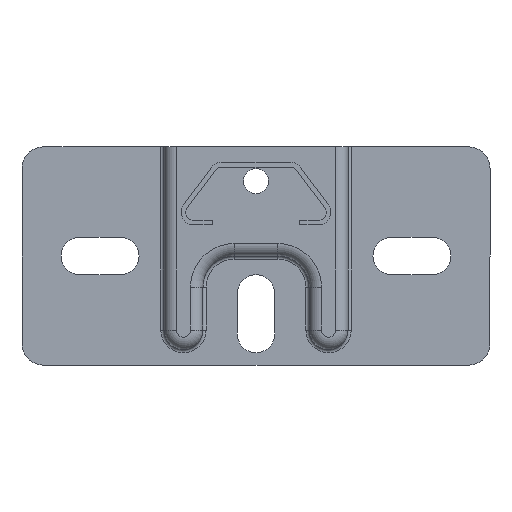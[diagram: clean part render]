
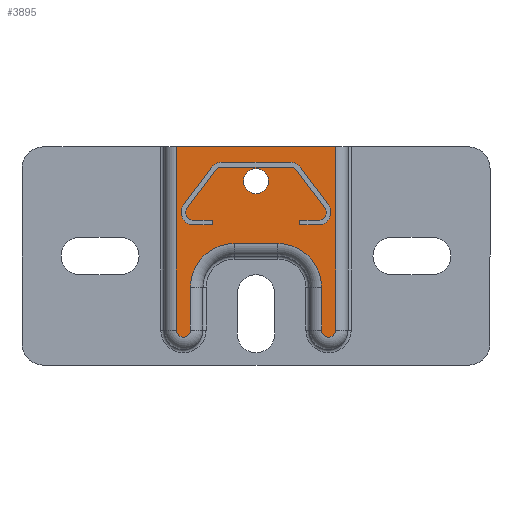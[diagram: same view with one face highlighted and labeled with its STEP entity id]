
A CAD part, front view. The second image highlights one B-rep face of the part: STEP entity #3895.
In plain terms, the highlighted planar face has unit normal (0, -1, 0).
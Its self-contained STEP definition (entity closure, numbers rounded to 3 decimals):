
#79 = ORIENTED_EDGE ( 'NONE', *, *, #2992, .T. ) ;
#91 = AXIS2_PLACEMENT_3D ( 'NONE', #118, #1762, #3913 ) ;
#118 = CARTESIAN_POINT ( 'NONE',  ( -23.25, -9., 11.25 ) ) ;
#121 = VERTEX_POINT ( 'NONE', #4048 ) ;
#248 = EDGE_CURVE ( 'NONE', #357, #441, #535, .T. ) ;
#259 = CIRCLE ( 'NONE', #2517, 14. ) ;
#261 = VERTEX_POINT ( 'NONE', #3155 ) ;
#284 = VECTOR ( 'NONE', #1124, 1000. ) ;
#305 = ORIENTED_EDGE ( 'NONE', *, *, #1637, .T. ) ;
#357 = VERTEX_POINT ( 'NONE', #3914 ) ;
#386 = VERTEX_POINT ( 'NONE', #3114 ) ;
#441 = VERTEX_POINT ( 'NONE', #1158 ) ;
#459 = ORIENTED_EDGE ( 'NONE', *, *, #3340, .F. ) ;
#474 = DIRECTION ( 'NONE',  ( -1., 0., 0. ) ) ;
#483 = VECTOR ( 'NONE', #474, 1000. ) ;
#535 = CIRCLE ( 'NONE', #971, 14. ) ;
#546 = CARTESIAN_POINT ( 'NONE',  ( 0., -9., 59. ) ) ;
#642 = ORIENTED_EDGE ( 'NONE', *, *, #643, .T. ) ;
#643 = EDGE_CURVE ( 'NONE', #261, #2598, #1338, .T. ) ;
#677 = VERTEX_POINT ( 'NONE', #3221 ) ;
#728 = LINE ( 'NONE', #2881, #2357 ) ;
#732 = CARTESIAN_POINT ( 'NONE',  ( 25.5, -9., 11.25 ) ) ;
#833 = VERTEX_POINT ( 'NONE', #1079 ) ;
#889 = DIRECTION ( 'NONE',  ( -1., 0., 0. ) ) ;
#892 = ORIENTED_EDGE ( 'NONE', *, *, #2389, .T. ) ;
#937 = EDGE_CURVE ( 'NONE', #3629, #357, #3404, .T. ) ;
#971 = AXIS2_PLACEMENT_3D ( 'NONE', #2136, #1224, #3669 ) ;
#1017 = CARTESIAN_POINT ( 'NONE',  ( -29.5, -9., 70. ) ) ;
#1045 = DIRECTION ( 'NONE',  ( 0., 0., -1. ) ) ;
#1052 = CIRCLE ( 'NONE', #2433, 4. ) ;
#1054 = AXIS2_PLACEMENT_3D ( 'NONE', #1913, #1901, #2818 ) ;
#1079 = CARTESIAN_POINT ( 'NONE',  ( 4., -9., 59. ) ) ;
#1097 = EDGE_CURVE ( 'NONE', #3670, #386, #2907, .T. ) ;
#1124 = DIRECTION ( 'NONE',  ( 0., 0., -1. ) ) ;
#1138 = DIRECTION ( 'NONE',  ( 0., 0., 1. ) ) ;
#1158 = CARTESIAN_POINT ( 'NONE',  ( 21., -9., 25. ) ) ;
#1218 = DIRECTION ( 'NONE',  ( 0., 1., 0. ) ) ;
#1224 = DIRECTION ( 'NONE',  ( 0., 1., 0. ) ) ;
#1289 = ORIENTED_EDGE ( 'NONE', *, *, #937, .T. ) ;
#1304 = ORIENTED_EDGE ( 'NONE', *, *, #1976, .T. ) ;
#1330 = VECTOR ( 'NONE', #2089, 1000. ) ;
#1338 = LINE ( 'NONE', #2037, #284 ) ;
#1360 = FACE_BOUND ( 'NONE', #2392, .T. ) ;
#1444 = LINE ( 'NONE', #1511, #1330 ) ;
#1500 = PLANE ( 'NONE',  #91 ) ;
#1511 = CARTESIAN_POINT ( 'NONE',  ( -21., -9., 11.25 ) ) ;
#1617 = EDGE_CURVE ( 'NONE', #2598, #677, #3391, .T. ) ;
#1637 = EDGE_CURVE ( 'NONE', #3649, #3670, #3292, .T. ) ;
#1692 = EDGE_CURVE ( 'NONE', #121, #833, #2223, .T. ) ;
#1762 = DIRECTION ( 'NONE',  ( 0., 1., 0. ) ) ;
#1901 = DIRECTION ( 'NONE',  ( 0., -1., 0. ) ) ;
#1913 = CARTESIAN_POINT ( 'NONE',  ( 0., -9., 59. ) ) ;
#1976 = EDGE_CURVE ( 'NONE', #677, #3682, #1444, .T. ) ;
#2037 = CARTESIAN_POINT ( 'NONE',  ( -25.5, -9., 11.25 ) ) ;
#2089 = DIRECTION ( 'NONE',  ( 0., 0., 1. ) ) ;
#2136 = CARTESIAN_POINT ( 'NONE',  ( 7., -9., 25. ) ) ;
#2223 = CIRCLE ( 'NONE', #1054, 4. ) ;
#2240 = ORIENTED_EDGE ( 'NONE', *, *, #248, .T. ) ;
#2357 = VECTOR ( 'NONE', #1045, 1000. ) ;
#2389 = EDGE_CURVE ( 'NONE', #386, #261, #3785, .T. ) ;
#2392 = EDGE_LOOP ( 'NONE', ( #3040, #459 ) ) ;
#2433 = AXIS2_PLACEMENT_3D ( 'NONE', #546, #2725, #889 ) ;
#2488 = AXIS2_PLACEMENT_3D ( 'NONE', #3836, #3264, #2816 ) ;
#2517 = AXIS2_PLACEMENT_3D ( 'NONE', #3026, #1218, #3363 ) ;
#2539 = CARTESIAN_POINT ( 'NONE',  ( -7., -9., 39. ) ) ;
#2568 = ORIENTED_EDGE ( 'NONE', *, *, #3318, .T. ) ;
#2598 = VERTEX_POINT ( 'NONE', #2742 ) ;
#2725 = DIRECTION ( 'NONE',  ( 0., -1., 0. ) ) ;
#2742 = CARTESIAN_POINT ( 'NONE',  ( -25.5, -9., 11.25 ) ) ;
#2816 = DIRECTION ( 'NONE',  ( 1., 0., 0. ) ) ;
#2818 = DIRECTION ( 'NONE',  ( -1., 0., 0. ) ) ;
#2881 = CARTESIAN_POINT ( 'NONE',  ( 21., -9., 11.25 ) ) ;
#2907 = LINE ( 'NONE', #732, #3638 ) ;
#2970 = EDGE_LOOP ( 'NONE', ( #305, #3804, #892, #642, #3543, #1304, #2568, #1289, #2240, #79 ) ) ;
#2992 = EDGE_CURVE ( 'NONE', #441, #3649, #728, .T. ) ;
#3014 = DIRECTION ( 'NONE',  ( 1., 0., 0. ) ) ;
#3022 = AXIS2_PLACEMENT_3D ( 'NONE', #3126, #3810, #3225 ) ;
#3026 = CARTESIAN_POINT ( 'NONE',  ( -7., -9., 25. ) ) ;
#3040 = ORIENTED_EDGE ( 'NONE', *, *, #1692, .F. ) ;
#3114 = CARTESIAN_POINT ( 'NONE',  ( 25.5, -9., 70. ) ) ;
#3126 = CARTESIAN_POINT ( 'NONE',  ( -23.25, -9., 11.25 ) ) ;
#3155 = CARTESIAN_POINT ( 'NONE',  ( -25.5, -9., 70. ) ) ;
#3198 = CARTESIAN_POINT ( 'NONE',  ( -21., -9., 25. ) ) ;
#3221 = CARTESIAN_POINT ( 'NONE',  ( -21., -9., 11.25 ) ) ;
#3225 = DIRECTION ( 'NONE',  ( 1., 0., 0. ) ) ;
#3264 = DIRECTION ( 'NONE',  ( 0., -1., 0. ) ) ;
#3292 = CIRCLE ( 'NONE', #2488, 2.25 ) ;
#3308 = VECTOR ( 'NONE', #3014, 1000. ) ;
#3318 = EDGE_CURVE ( 'NONE', #3682, #3629, #259, .T. ) ;
#3340 = EDGE_CURVE ( 'NONE', #833, #121, #1052, .T. ) ;
#3349 = CARTESIAN_POINT ( 'NONE',  ( -23.25, -9., 39. ) ) ;
#3363 = DIRECTION ( 'NONE',  ( 1., 0., 0. ) ) ;
#3391 = CIRCLE ( 'NONE', #3022, 2.25 ) ;
#3404 = LINE ( 'NONE', #3349, #3308 ) ;
#3501 = CARTESIAN_POINT ( 'NONE',  ( 25.5, -9., 11.25 ) ) ;
#3543 = ORIENTED_EDGE ( 'NONE', *, *, #1617, .T. ) ;
#3629 = VERTEX_POINT ( 'NONE', #2539 ) ;
#3638 = VECTOR ( 'NONE', #1138, 1000. ) ;
#3649 = VERTEX_POINT ( 'NONE', #3796 ) ;
#3669 = DIRECTION ( 'NONE',  ( 1., 0., 0. ) ) ;
#3670 = VERTEX_POINT ( 'NONE', #3501 ) ;
#3682 = VERTEX_POINT ( 'NONE', #3198 ) ;
#3690 = FACE_OUTER_BOUND ( 'NONE', #2970, .T. ) ;
#3785 = LINE ( 'NONE', #1017, #483 ) ;
#3796 = CARTESIAN_POINT ( 'NONE',  ( 21., -9., 11.25 ) ) ;
#3804 = ORIENTED_EDGE ( 'NONE', *, *, #1097, .T. ) ;
#3810 = DIRECTION ( 'NONE',  ( 0., -1., 0. ) ) ;
#3836 = CARTESIAN_POINT ( 'NONE',  ( 23.25, -9., 11.25 ) ) ;
#3895 = ADVANCED_FACE ( 'NONE', ( #1360, #3690 ), #1500, .F. ) ;
#3913 = DIRECTION ( 'NONE',  ( 1., 0., 0. ) ) ;
#3914 = CARTESIAN_POINT ( 'NONE',  ( 7., -9., 39. ) ) ;
#4048 = CARTESIAN_POINT ( 'NONE',  ( -4., -9., 59. ) ) ;
